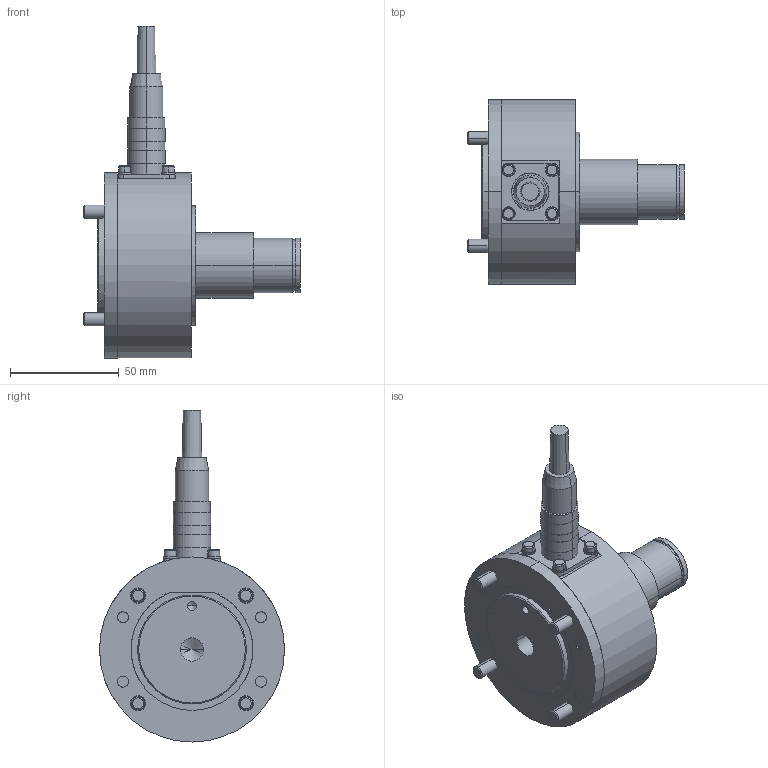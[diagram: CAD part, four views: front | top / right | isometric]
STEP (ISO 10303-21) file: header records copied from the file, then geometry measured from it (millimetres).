
FILE_DESCRIPTION((''),'2;1');
FILE_NAME('061205.2_.stp','2020-09-01T11:59:07',(''),(''),'Mechanical Desktop 2009','Mechanical Desktop 2009',', , ');
FILE_SCHEMA(('CONFIG_CONTROL_DESIGN'));
Length unit declared in the file: millimetre
Products named in the file (28): ZEICHNUNG3; C0612052; C0709081; C0612056; C0709072; I-6KT_SCHRAUBE_M6X30; SCHUTZKAPPE_M6_S5; GERÄTESTECKER_5POL_C091 31S005 100 2; FEDERRING_M3; I-6KT_SCHRAUBE_M3X8; KABELDOSE_MINI_5_POL; TEIL1; C0612066A; C0612066; I-6KT_SCHRAUBE_M8X30; I-6KT_SCHRAUBE_M8X30A; I-6KT_SCHRAUBE_M6X40; I-6KT_SCHRAUBE_M6X40A; C0709074; C0709074A; RM_SDB; C0709104; I-6KT_SCHRAUBE_M12X25A; I-6KT_SCHRAUBE_M12X25; U-SCHEIBE_13_45X4A; U-SCHEIBE_13_45X4; SPANNSTIFT_4X10A; SPANNSTIFT_4X10
Assembly tree (37 placements, depth 4):
  ZEICHNUNG3
    C0612052
      C0709081
        C0612056
        C0709072
        I-6KT_SCHRAUBE_M6X30  x4
        SCHUTZKAPPE_M6_S5  x4
        GERÄTESTECKER_5POL_C091 31S005 100 2
        FEDERRING_M3  x4
        I-6KT_SCHRAUBE_M3X8  x4
      KABELDOSE_MINI_5_POL
        TEIL1
      C0612066A
        C0612066
      I-6KT_SCHRAUBE_M8X30
        I-6KT_SCHRAUBE_M8X30A
      I-6KT_SCHRAUBE_M6X40  x4
        I-6KT_SCHRAUBE_M6X40A
      C0709074
        C0709074A
    RM_SDB  x3
  C0709104
  I-6KT_SCHRAUBE_M12X25A
  I-6KT_SCHRAUBE_M12X25
  U-SCHEIBE_13_45X4A
Bounding box: 99.5 x 85 x 152.5 mm (x, y, z)
Volume: 224120.8 mm3; surface area: 82144.7 mm2
Topology: 27 solids, 27 shells, 538 faces, 1201 edges, 773 vertices
Faces by surface type: cylinder 251, plane 189, cone 68, torus 26, sphere 4
Entity records: 11123 total; most frequent: DIRECTION 2061, CARTESIAN_POINT 1786, ORIENTED_EDGE 1580, AXIS2_PLACEMENT_3D 859, EDGE_CURVE 790, VERTEX_POINT 518, EDGE_LOOP 468, CIRCLE 444
